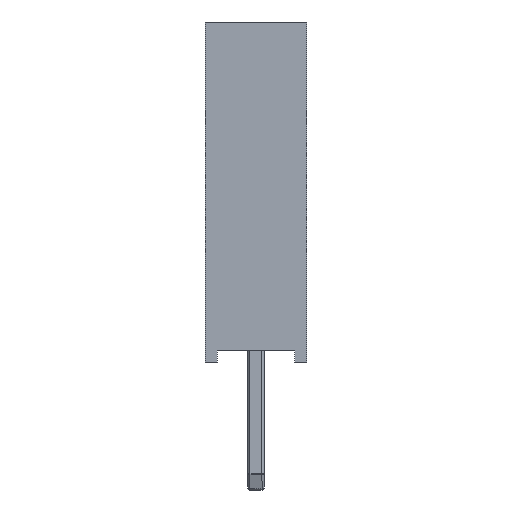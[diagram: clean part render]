
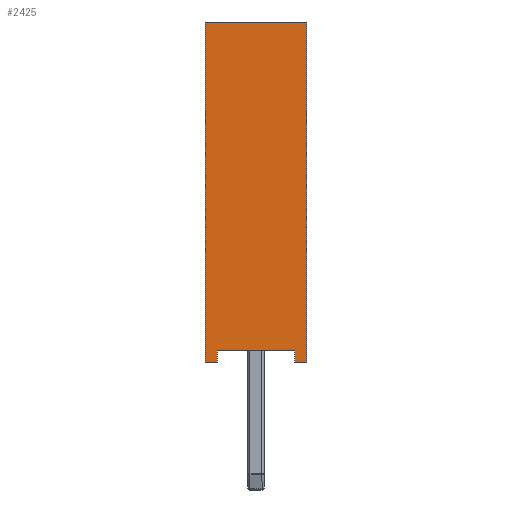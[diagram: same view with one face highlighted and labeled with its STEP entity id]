
A CAD part, left-side view. The second image highlights one B-rep face of the part: STEP entity #2425.
In plain terms, the highlighted planar face has unit normal (-1, 0, 0).
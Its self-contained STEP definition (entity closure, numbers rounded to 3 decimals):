
#329=FACE_OUTER_BOUND('',#480,.T.);
#480=EDGE_LOOP('',(#1581,#1582,#1583,#1584,#1585,#1586,#1587,#1588));
#646=LINE('',#3780,#832);
#648=LINE('',#3786,#834);
#651=LINE('',#3791,#837);
#656=LINE('',#3805,#842);
#657=LINE('',#3808,#843);
#660=LINE('',#3814,#846);
#661=LINE('',#3816,#847);
#662=LINE('',#3817,#848);
#832=VECTOR('',#2960,10.);
#834=VECTOR('',#2964,10.);
#837=VECTOR('',#2969,10.);
#842=VECTOR('',#2984,10.);
#843=VECTOR('',#2987,10.);
#846=VECTOR('',#2992,10.);
#847=VECTOR('',#2993,10.);
#848=VECTOR('',#2994,10.);
#1016=VERTEX_POINT('',#3774);
#1018=VERTEX_POINT('',#3778);
#1019=VERTEX_POINT('',#3782);
#1021=VERTEX_POINT('',#3785);
#1026=VERTEX_POINT('',#3803);
#1027=VERTEX_POINT('',#3807);
#1029=VERTEX_POINT('',#3813);
#1030=VERTEX_POINT('',#3815);
#1214=EDGE_CURVE('',#1016,#1018,#646,.T.);
#1216=EDGE_CURVE('',#1021,#1019,#648,.T.);
#1219=EDGE_CURVE('',#1018,#1021,#651,.T.);
#1228=EDGE_CURVE('',#1019,#1026,#656,.T.);
#1229=EDGE_CURVE('',#1027,#1016,#657,.T.);
#1232=EDGE_CURVE('',#1026,#1029,#660,.T.);
#1233=EDGE_CURVE('',#1030,#1029,#661,.T.);
#1234=EDGE_CURVE('',#1027,#1030,#662,.T.);
#1581=ORIENTED_EDGE('',*,*,#1214,.T.);
#1582=ORIENTED_EDGE('',*,*,#1219,.T.);
#1583=ORIENTED_EDGE('',*,*,#1216,.T.);
#1584=ORIENTED_EDGE('',*,*,#1228,.T.);
#1585=ORIENTED_EDGE('',*,*,#1232,.T.);
#1586=ORIENTED_EDGE('',*,*,#1233,.F.);
#1587=ORIENTED_EDGE('',*,*,#1234,.F.);
#1588=ORIENTED_EDGE('',*,*,#1229,.T.);
#2229=PLANE('',#2633);
#2425=ADVANCED_FACE('',(#329),#2229,.T.);
#2633=AXIS2_PLACEMENT_3D('',#3812,#2990,#2991);
#2960=DIRECTION('',(0.,0.,1.));
#2964=DIRECTION('',(0.,0.,-1.));
#2969=DIRECTION('',(0.,-1.,0.));
#2984=DIRECTION('',(0.,-1.,0.));
#2987=DIRECTION('',(0.,-1.,0.));
#2990=DIRECTION('center_axis',(-1.,0.,0.));
#2991=DIRECTION('ref_axis',(0.,-1.,0.));
#2992=DIRECTION('',(0.,0.,1.));
#2993=DIRECTION('',(0.,-1.,0.));
#2994=DIRECTION('',(0.,0.,1.));
#3774=CARTESIAN_POINT('',(-1.27,0.97,0.));
#3778=CARTESIAN_POINT('',(-1.27,0.97,0.3));
#3780=CARTESIAN_POINT('',(-1.27,0.97,0.));
#3782=CARTESIAN_POINT('',(-1.27,-0.97,0.));
#3785=CARTESIAN_POINT('',(-1.27,-0.97,0.3));
#3786=CARTESIAN_POINT('',(-1.27,-0.97,0.));
#3791=CARTESIAN_POINT('',(-1.27,0.635,0.3));
#3803=CARTESIAN_POINT('',(-1.27,-1.27,0.));
#3805=CARTESIAN_POINT('',(-1.27,1.27,0.));
#3807=CARTESIAN_POINT('',(-1.27,1.27,0.));
#3808=CARTESIAN_POINT('',(-1.27,1.27,0.));
#3812=CARTESIAN_POINT('Origin',(-1.27,1.27,0.));
#3813=CARTESIAN_POINT('',(-1.27,-1.27,8.5));
#3814=CARTESIAN_POINT('',(-1.27,-1.27,0.));
#3815=CARTESIAN_POINT('',(-1.27,1.27,8.5));
#3816=CARTESIAN_POINT('',(-1.27,1.27,8.5));
#3817=CARTESIAN_POINT('',(-1.27,1.27,0.));
